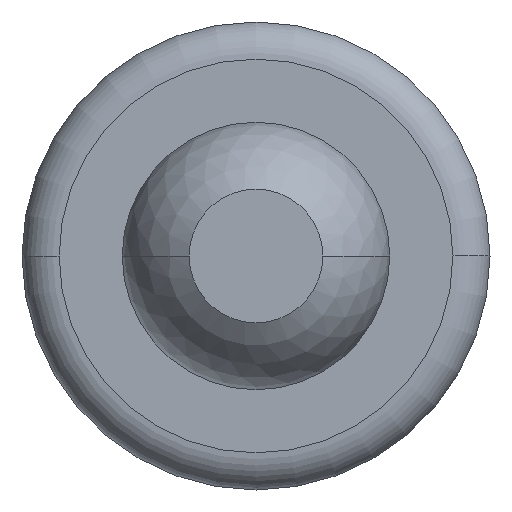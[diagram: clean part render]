
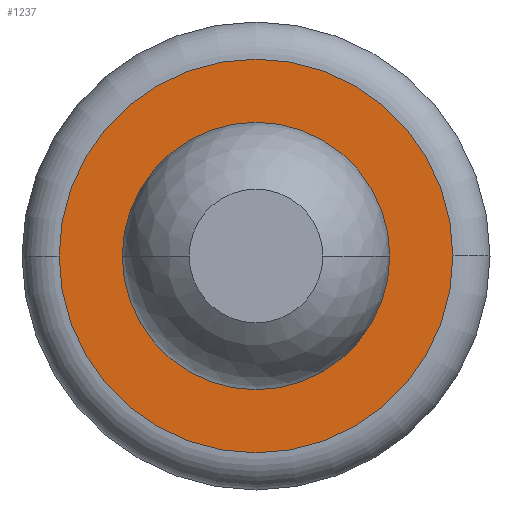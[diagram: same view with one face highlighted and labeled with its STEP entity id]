
A CAD part, front view. The second image highlights one B-rep face of the part: STEP entity #1237.
In plain terms, the highlighted planar face has unit normal (0, -1, 0).
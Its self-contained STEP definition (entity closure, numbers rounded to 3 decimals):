
#624=CARTESIAN_POINT('',(0.,15.3,0.));
#625=DIRECTION('',(0.,-1.,0.));
#626=DIRECTION('',(1.,0.,0.));
#627=AXIS2_PLACEMENT_3D('',#624,#625,#626);
#632=CARTESIAN_POINT('',(0.,15.3,0.));
#633=DIRECTION('',(0.,1.,0.));
#634=DIRECTION('',(1.,0.,0.));
#635=AXIS2_PLACEMENT_3D('',#632,#633,#634);
#640=CARTESIAN_POINT('',(0.,15.3,0.));
#641=DIRECTION('',(0.,1.,0.));
#642=DIRECTION('',(1.,0.,0.));
#643=AXIS2_PLACEMENT_3D('',#640,#641,#642);
#648=CARTESIAN_POINT('',(0.,15.3,0.));
#649=DIRECTION('',(0.,1.,0.));
#650=DIRECTION('',(-1.,0.,0.));
#651=AXIS2_PLACEMENT_3D('',#648,#649,#650);
#767=CARTESIAN_POINT('',(1.8,15.3,0.));
#769=VERTEX_POINT('',#767);
#773=CARTESIAN_POINT('',(-1.8,15.3,0.));
#775=VERTEX_POINT('',#773);
#784=CARTESIAN_POINT('',(2.65,15.3,0.));
#785=CARTESIAN_POINT('',(-2.65,15.3,0.));
#786=VERTEX_POINT('',#784);
#787=VERTEX_POINT('',#785);
#1222=CARTESIAN_POINT('',(0.,15.3,0.));
#1223=DIRECTION('',(0.,-1.,0.));
#1224=DIRECTION('',(-1.,0.,0.));
#1225=AXIS2_PLACEMENT_3D('',#1222,#1223,#1224);
#1226=PLANE('',#1225);
#1227=ORIENTED_EDGE('',*,*,#1204,.T.);
#1228=ORIENTED_EDGE('',*,*,#1189,.T.);
#1229=EDGE_LOOP('',(#1227,#1228));
#1230=FACE_OUTER_BOUND('',#1229,.F.);
#1232=ORIENTED_EDGE('',*,*,#1231,.T.);
#1234=ORIENTED_EDGE('',*,*,#1233,.F.);
#1235=EDGE_LOOP('',(#1232,#1234));
#1236=FACE_BOUND('',#1235,.F.);
#1237=ADVANCED_FACE('',(#1230,#1236),#1226,.T.);
#628=CIRCLE('',#627,1.8);
#636=CIRCLE('',#635,1.8);
#644=CIRCLE('',#643,2.65);
#652=CIRCLE('',#651,2.65);
#1189=EDGE_CURVE('',#787,#786,#652,.T.);
#1204=EDGE_CURVE('',#786,#787,#644,.T.);
#1231=EDGE_CURVE('',#769,#775,#628,.T.);
#1233=EDGE_CURVE('',#769,#775,#636,.T.);
